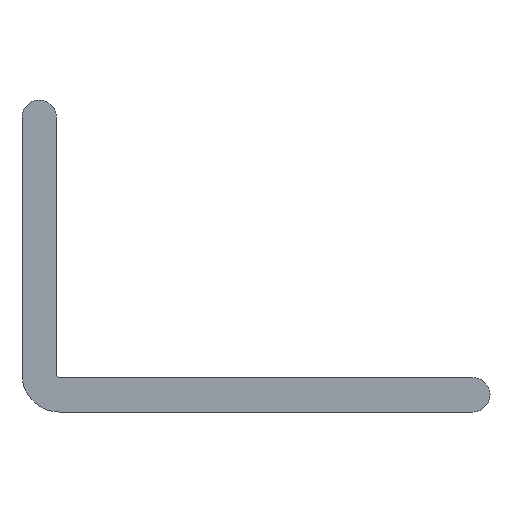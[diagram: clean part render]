
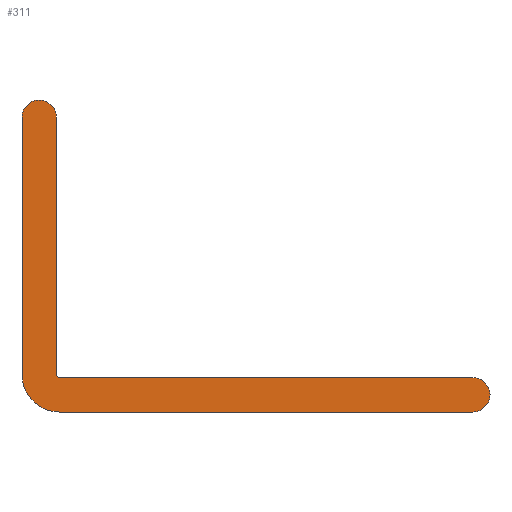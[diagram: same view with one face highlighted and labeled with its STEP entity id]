
A CAD part, front view. The second image highlights one B-rep face of the part: STEP entity #311.
In plain terms, the highlighted planar face has unit normal (0, -1, 0).
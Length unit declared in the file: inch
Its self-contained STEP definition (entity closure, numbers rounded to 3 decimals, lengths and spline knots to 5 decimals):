
#35=CARTESIAN_POINT('',(3.29513,4.85548,-0.21125));
#36=VERTEX_POINT('',#35);
#43=CARTESIAN_POINT('',(3.29513,4.85548,-0.26625));
#44=VERTEX_POINT('',#43);
#45=CARTESIAN_POINT('',(3.29513,4.85548,-0.23875));
#46=DIRECTION('',(0.,-1.,0.));
#47=DIRECTION('',(1.,0.,0.));
#48=AXIS2_PLACEMENT_3D('',#45,#46,#47);
#49=CIRCLE('',#48,0.0275);
#50=EDGE_CURVE('',#44,#36,#49,.T.);
#74=CARTESIAN_POINT('',(2.63263,4.85548,-0.21125));
#75=VERTEX_POINT('',#74);
#82=CARTESIAN_POINT('',(2.63263,4.85548,-0.21125));
#83=DIRECTION('',(1.,0.,0.));
#84=VECTOR('',#83,1.);
#85=LINE('',#82,#84);
#86=EDGE_CURVE('',#75,#36,#85,.T.);
#106=CARTESIAN_POINT('',(2.62763,4.85548,-0.20625));
#107=VERTEX_POINT('',#106);
#114=CARTESIAN_POINT('',(2.63263,4.85548,-0.20625));
#115=DIRECTION('',(0.,-1.,0.));
#116=DIRECTION('',(1.,0.,0.));
#117=AXIS2_PLACEMENT_3D('',#114,#115,#116);
#118=CIRCLE('',#117,0.005);
#119=EDGE_CURVE('',#107,#75,#118,.T.);
#138=CARTESIAN_POINT('',(2.62763,4.85548,0.20625));
#139=VERTEX_POINT('',#138);
#146=CARTESIAN_POINT('',(2.62763,4.85548,0.20625));
#147=DIRECTION('',(0.,0.,-1.));
#148=VECTOR('',#147,1.);
#149=LINE('',#146,#148);
#150=EDGE_CURVE('',#139,#107,#149,.T.);
#170=CARTESIAN_POINT('',(2.57263,4.85548,0.20625));
#171=VERTEX_POINT('',#170);
#178=CARTESIAN_POINT('',(2.60013,4.85548,0.20625));
#179=DIRECTION('',(0.,-1.,0.));
#180=DIRECTION('',(1.,0.,0.));
#181=AXIS2_PLACEMENT_3D('',#178,#179,#180);
#182=CIRCLE('',#181,0.0275);
#183=EDGE_CURVE('',#139,#171,#182,.T.);
#202=CARTESIAN_POINT('',(2.57263,4.85548,-0.20625));
#203=VERTEX_POINT('',#202);
#210=CARTESIAN_POINT('',(2.57263,4.85548,0.20625));
#211=DIRECTION('',(0.,0.,-1.));
#212=VECTOR('',#211,1.);
#213=LINE('',#210,#212);
#214=EDGE_CURVE('',#171,#203,#213,.T.);
#234=CARTESIAN_POINT('',(2.63263,4.85548,-0.26625));
#235=VERTEX_POINT('',#234);
#242=CARTESIAN_POINT('',(2.63263,4.85548,-0.20625));
#243=DIRECTION('',(0.,-1.,0.));
#244=DIRECTION('',(1.,0.,0.));
#245=AXIS2_PLACEMENT_3D('',#242,#243,#244);
#246=CIRCLE('',#245,0.06);
#247=EDGE_CURVE('',#203,#235,#246,.T.);
#265=CARTESIAN_POINT('',(2.63263,4.85548,-0.26625));
#266=DIRECTION('',(1.,0.,0.));
#267=VECTOR('',#266,1.);
#268=LINE('',#265,#267);
#269=EDGE_CURVE('',#235,#44,#268,.T.);
#296=ORIENTED_EDGE('',*,*,#269,.T.);
#297=ORIENTED_EDGE('',*,*,#50,.T.);
#298=ORIENTED_EDGE('',*,*,#86,.F.);
#299=ORIENTED_EDGE('',*,*,#119,.F.);
#300=ORIENTED_EDGE('',*,*,#150,.F.);
#301=ORIENTED_EDGE('',*,*,#183,.T.);
#302=ORIENTED_EDGE('',*,*,#214,.T.);
#303=ORIENTED_EDGE('',*,*,#247,.T.);
#304=EDGE_LOOP('',(#296,#297,#298,#299,#300,#301,#302,#303));
#305=FACE_OUTER_BOUND('',#304,.T.);
#306=CARTESIAN_POINT('',(2.83954,4.85548,-0.26625));
#307=DIRECTION('',(0.,1.,0.));
#308=DIRECTION('',(-1.,0.,0.));
#309=AXIS2_PLACEMENT_3D('',#306,#307,#308);
#310=PLANE('',#309);
#311=ADVANCED_FACE('',(#305),#310,.F.);
